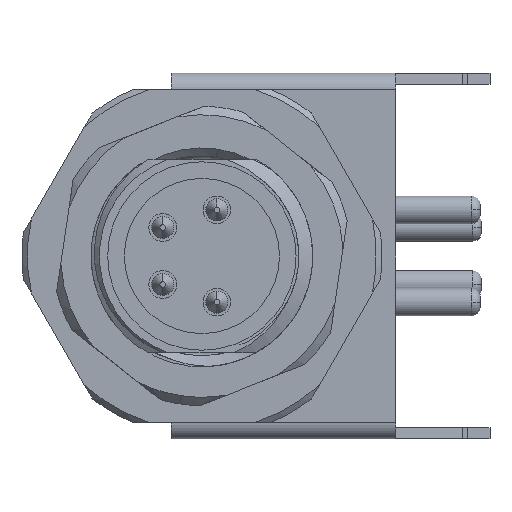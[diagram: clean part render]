
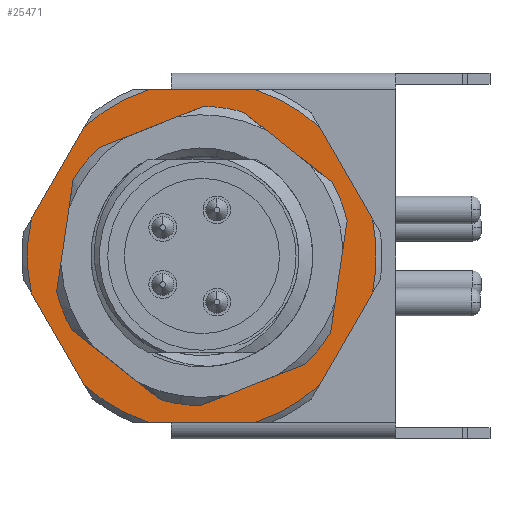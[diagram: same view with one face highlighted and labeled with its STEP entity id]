
A CAD part, left-side view. The second image highlights one B-rep face of the part: STEP entity #25471.
In plain terms, the highlighted planar face has unit normal (-1, 0, 0).
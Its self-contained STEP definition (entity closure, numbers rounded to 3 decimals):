
#52 = ORIENTED_EDGE ( 'NONE', *, *, #6899, .F. ) ;
#297 = ORIENTED_EDGE ( 'NONE', *, *, #17999, .F. ) ;
#878 = CIRCLE ( 'NONE', #16862, 3.5 ) ;
#1428 = VERTEX_POINT ( 'NONE', #11388 ) ;
#1514 = CARTESIAN_POINT ( 'NONE',  ( -3.5, 1.921, 6. ) ) ;
#1575 = DIRECTION ( 'NONE',  ( 0., 0.5, -0.866 ) ) ;
#1663 = LINE ( 'NONE', #14498, #22761 ) ;
#2099 = VERTEX_POINT ( 'NONE', #4219 ) ;
#2400 = CARTESIAN_POINT ( 'NONE',  ( -3.5, 0., 0. ) ) ;
#2418 = AXIS2_PLACEMENT_3D ( 'NONE', #27466, #32501, #9647 ) ;
#2468 = CARTESIAN_POINT ( 'NONE',  ( -3.5, 6.5, 0. ) ) ;
#2723 = CARTESIAN_POINT ( 'NONE',  ( -3.5, 0., 0. ) ) ;
#2876 = DIRECTION ( 'NONE',  ( -1., 0., 0. ) ) ;
#2882 = ORIENTED_EDGE ( 'NONE', *, *, #19861, .T. ) ;
#2958 = AXIS2_PLACEMENT_3D ( 'NONE', #2468, #12656, #6970 ) ;
#3507 = VERTEX_POINT ( 'NONE', #1514 ) ;
#3648 = CIRCLE ( 'NONE', #4173, 6.3 ) ;
#3708 = CIRCLE ( 'NONE', #15972, 6.3 ) ;
#4029 = EDGE_LOOP ( 'NONE', ( #20216, #10104, #28646, #25250, #17098, #4277, #10063, #17770, #2882, #6031, #19832, #6148 ) ) ;
#4173 = AXIS2_PLACEMENT_3D ( 'NONE', #2400, #10087, #7561 ) ;
#4194 = CARTESIAN_POINT ( 'NONE',  ( -3.5, -6.157, -1.336 ) ) ;
#4219 = CARTESIAN_POINT ( 'NONE',  ( -3.5, 4.236, -4.664 ) ) ;
#4277 = ORIENTED_EDGE ( 'NONE', *, *, #14419, .T. ) ;
#4352 = CARTESIAN_POINT ( 'NONE',  ( -3.5, 1.921, -6. ) ) ;
#4552 = CIRCLE ( 'NONE', #2418, 6.3 ) ;
#4701 = VERTEX_POINT ( 'NONE', #14697 ) ;
#4963 = FACE_BOUND ( 'NONE', #14546, .T. ) ;
#5550 = CARTESIAN_POINT ( 'NONE',  ( -3.5, -1.921, -6. ) ) ;
#5843 = EDGE_CURVE ( 'NONE', #32756, #32959, #10505, .T. ) ;
#5990 = DIRECTION ( 'NONE',  ( 0., 0., -1. ) ) ;
#6031 = ORIENTED_EDGE ( 'NONE', *, *, #5843, .T. ) ;
#6148 = ORIENTED_EDGE ( 'NONE', *, *, #25298, .T. ) ;
#6341 = EDGE_CURVE ( 'NONE', #21544, #2099, #21408, .T. ) ;
#6372 = DIRECTION ( 'NONE',  ( 0., 0.5, 0.866 ) ) ;
#6899 = EDGE_CURVE ( 'NONE', #26164, #20266, #29681, .T. ) ;
#6970 = DIRECTION ( 'NONE',  ( 0., 0., -1. ) ) ;
#7561 = DIRECTION ( 'NONE',  ( 0., 0., -1. ) ) ;
#9533 = LINE ( 'NONE', #14200, #23723 ) ;
#9647 = DIRECTION ( 'NONE',  ( 0., 0., -1. ) ) ;
#10063 = ORIENTED_EDGE ( 'NONE', *, *, #6341, .T. ) ;
#10087 = DIRECTION ( 'NONE',  ( -1., 0., 0. ) ) ;
#10104 = ORIENTED_EDGE ( 'NONE', *, *, #25544, .T. ) ;
#10505 = CIRCLE ( 'NONE', #16356, 6.3 ) ;
#11180 = CARTESIAN_POINT ( 'NONE',  ( -3.5, 0., 0. ) ) ;
#11309 = CARTESIAN_POINT ( 'NONE',  ( -3.5, 3.464, -6. ) ) ;
#11388 = CARTESIAN_POINT ( 'NONE',  ( -3.5, 6.157, 1.336 ) ) ;
#11561 = DIRECTION ( 'NONE',  ( 0., 0., 1. ) ) ;
#11588 = LINE ( 'NONE', #29565, #31811 ) ;
#11609 = DIRECTION ( 'NONE',  ( 0., -0.5, -0.866 ) ) ;
#11843 = DIRECTION ( 'NONE',  ( 0., 1., 0. ) ) ;
#11980 = CARTESIAN_POINT ( 'NONE',  ( -3.5, 0., 3.5 ) ) ;
#12656 = DIRECTION ( 'NONE',  ( 1., 0., 0. ) ) ;
#12899 = DIRECTION ( 'NONE',  ( -1., 0., 0. ) ) ;
#13531 = DIRECTION ( 'NONE',  ( 0., 0., -1. ) ) ;
#13580 = VERTEX_POINT ( 'NONE', #24153 ) ;
#13731 = CARTESIAN_POINT ( 'NONE',  ( -3.5, -4.236, -4.664 ) ) ;
#13819 = LINE ( 'NONE', #11309, #22123 ) ;
#13835 = DIRECTION ( 'NONE',  ( -1., 0., 0. ) ) ;
#14200 = CARTESIAN_POINT ( 'NONE',  ( -3.5, -3.464, -6. ) ) ;
#14419 = EDGE_CURVE ( 'NONE', #1428, #21544, #3708, .T. ) ;
#14498 = CARTESIAN_POINT ( 'NONE',  ( -3.5, -3.464, 6. ) ) ;
#14546 = EDGE_LOOP ( 'NONE', ( #52, #297 ) ) ;
#14677 = VERTEX_POINT ( 'NONE', #4352 ) ;
#14697 = CARTESIAN_POINT ( 'NONE',  ( -3.5, -1.921, 6. ) ) ;
#14843 = DIRECTION ( 'NONE',  ( 0., 0., 1. ) ) ;
#15972 = AXIS2_PLACEMENT_3D ( 'NONE', #31207, #2876, #13531 ) ;
#16356 = AXIS2_PLACEMENT_3D ( 'NONE', #11180, #31350, #5990 ) ;
#16390 = LINE ( 'NONE', #31064, #17363 ) ;
#16465 = EDGE_CURVE ( 'NONE', #32959, #31225, #9533, .T. ) ;
#16495 = DIRECTION ( 'NONE',  ( 0., 0., -1. ) ) ;
#16862 = AXIS2_PLACEMENT_3D ( 'NONE', #22986, #32837, #14843 ) ;
#17098 = ORIENTED_EDGE ( 'NONE', *, *, #30590, .T. ) ;
#17341 = CIRCLE ( 'NONE', #27966, 6.3 ) ;
#17363 = VECTOR ( 'NONE', #6372, 1000. ) ;
#17770 = ORIENTED_EDGE ( 'NONE', *, *, #30222, .T. ) ;
#17914 = VERTEX_POINT ( 'NONE', #19327 ) ;
#17999 = EDGE_CURVE ( 'NONE', #20266, #26164, #878, .T. ) ;
#19327 = CARTESIAN_POINT ( 'NONE',  ( -3.5, 4.236, 4.664 ) ) ;
#19832 = ORIENTED_EDGE ( 'NONE', *, *, #16465, .T. ) ;
#19861 = EDGE_CURVE ( 'NONE', #14677, #32756, #13819, .T. ) ;
#20125 = AXIS2_PLACEMENT_3D ( 'NONE', #21370, #31402, #11561 ) ;
#20216 = ORIENTED_EDGE ( 'NONE', *, *, #20283, .T. ) ;
#20266 = VERTEX_POINT ( 'NONE', #26211 ) ;
#20283 = EDGE_CURVE ( 'NONE', #13580, #27133, #16390, .T. ) ;
#20307 = PLANE ( 'NONE',  #2958 ) ;
#20651 = CARTESIAN_POINT ( 'NONE',  ( -3.5, 6.157, -1.336 ) ) ;
#21370 = CARTESIAN_POINT ( 'NONE',  ( -3.5, 0., 0. ) ) ;
#21408 = LINE ( 'NONE', #26596, #31260 ) ;
#21544 = VERTEX_POINT ( 'NONE', #20651 ) ;
#21860 = DIRECTION ( 'NONE',  ( 0., -0.5, 0.866 ) ) ;
#22123 = VECTOR ( 'NONE', #23974, 1000. ) ;
#22182 = EDGE_CURVE ( 'NONE', #4701, #3507, #1663, .T. ) ;
#22761 = VECTOR ( 'NONE', #11843, 1000. ) ;
#22986 = CARTESIAN_POINT ( 'NONE',  ( -3.5, 0., 0. ) ) ;
#23050 = DIRECTION ( 'NONE',  ( 0., 0., -1. ) ) ;
#23337 = AXIS2_PLACEMENT_3D ( 'NONE', #2723, #12899, #23050 ) ;
#23723 = VECTOR ( 'NONE', #21860, 1000. ) ;
#23974 = DIRECTION ( 'NONE',  ( 0., -1., 0. ) ) ;
#24153 = CARTESIAN_POINT ( 'NONE',  ( -3.5, -6.157, 1.336 ) ) ;
#24935 = CIRCLE ( 'NONE', #23337, 6.3 ) ;
#25030 = CARTESIAN_POINT ( 'NONE',  ( -3.5, -4.236, 4.664 ) ) ;
#25250 = ORIENTED_EDGE ( 'NONE', *, *, #32846, .T. ) ;
#25298 = EDGE_CURVE ( 'NONE', #31225, #13580, #17341, .T. ) ;
#25471 = ADVANCED_FACE ( 'NONE', ( #4963, #33000 ), #20307, .F. ) ;
#25544 = EDGE_CURVE ( 'NONE', #27133, #4701, #4552, .T. ) ;
#26164 = VERTEX_POINT ( 'NONE', #11980 ) ;
#26211 = CARTESIAN_POINT ( 'NONE',  ( -3.5, 0., -3.5 ) ) ;
#26596 = CARTESIAN_POINT ( 'NONE',  ( -3.5, 6.928, 0. ) ) ;
#27133 = VERTEX_POINT ( 'NONE', #25030 ) ;
#27466 = CARTESIAN_POINT ( 'NONE',  ( -3.5, 0., 0. ) ) ;
#27966 = AXIS2_PLACEMENT_3D ( 'NONE', #29145, #13835, #16495 ) ;
#28646 = ORIENTED_EDGE ( 'NONE', *, *, #22182, .T. ) ;
#29145 = CARTESIAN_POINT ( 'NONE',  ( -3.5, 0., 0. ) ) ;
#29565 = CARTESIAN_POINT ( 'NONE',  ( -3.5, 3.464, 6. ) ) ;
#29681 = CIRCLE ( 'NONE', #20125, 3.5 ) ;
#30222 = EDGE_CURVE ( 'NONE', #2099, #14677, #24935, .T. ) ;
#30590 = EDGE_CURVE ( 'NONE', #17914, #1428, #11588, .T. ) ;
#31064 = CARTESIAN_POINT ( 'NONE',  ( -3.5, -6.928, 0. ) ) ;
#31207 = CARTESIAN_POINT ( 'NONE',  ( -3.5, 0., 0. ) ) ;
#31225 = VERTEX_POINT ( 'NONE', #4194 ) ;
#31260 = VECTOR ( 'NONE', #11609, 1000. ) ;
#31350 = DIRECTION ( 'NONE',  ( -1., 0., 0. ) ) ;
#31402 = DIRECTION ( 'NONE',  ( -1., 0., 0. ) ) ;
#31811 = VECTOR ( 'NONE', #1575, 1000. ) ;
#32501 = DIRECTION ( 'NONE',  ( -1., 0., 0. ) ) ;
#32756 = VERTEX_POINT ( 'NONE', #5550 ) ;
#32837 = DIRECTION ( 'NONE',  ( -1., 0., 0. ) ) ;
#32846 = EDGE_CURVE ( 'NONE', #3507, #17914, #3648, .T. ) ;
#32959 = VERTEX_POINT ( 'NONE', #13731 ) ;
#33000 = FACE_OUTER_BOUND ( 'NONE', #4029, .T. ) ;
